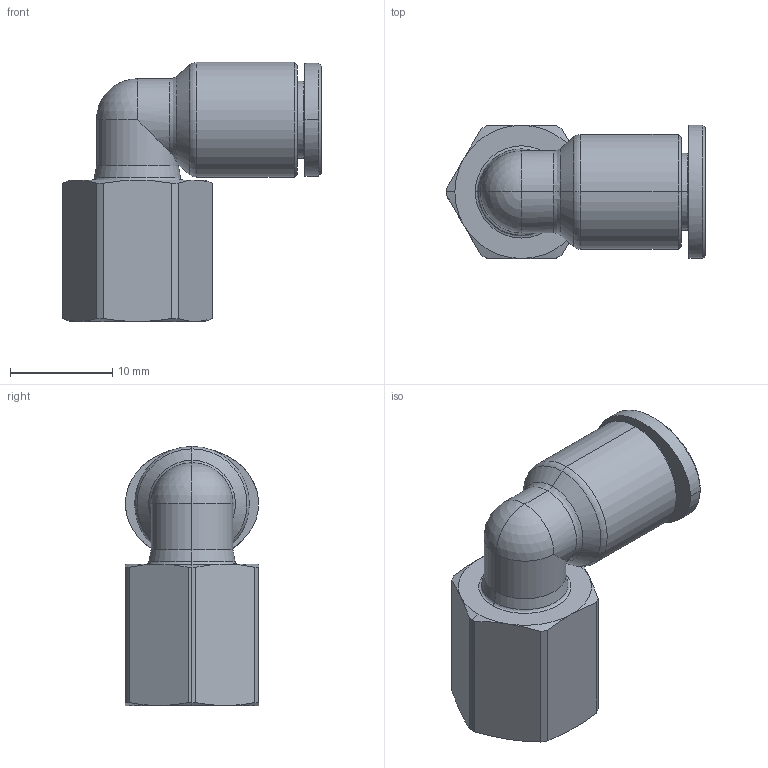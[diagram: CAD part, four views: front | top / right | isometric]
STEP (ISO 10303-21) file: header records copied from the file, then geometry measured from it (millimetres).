
FILE_DESCRIPTION((''),'2;1');
FILE_NAME('GPLF 0601(3D).stp','2012-12-21T10:08:33',(''),(''),'Mechanical Desktop.R8.0.24.0','Mechanical Desktop.R8.0.24.0',', , ');
FILE_SCHEMA(('CONFIG_CONTROL_DESIGN'));
Length unit declared in the file: millimetre
Products named in the file (2): GPLF 0601(3D); ºÎÇ°1
Assembly tree (1 placements, depth 2):
  GPLF 0601(3D)
    ºÎÇ°1
Bounding box: 25.25 x 13 x 25.3 mm (x, y, z)
Volume: 2860.6 mm3; surface area: 2312.3 mm2
Topology: 1 solids, 1 shells, 272 faces, 730 edges, 473 vertices
Faces by surface type: plane 177, bspline 34, cylinder 29, cone 28, sphere 2, torus 2
Entity records: 9487 total; most frequent: CARTESIAN_POINT 2675, ORIENTED_EDGE 1456, DIRECTION 1324, EDGE_CURVE 728, VECTOR 540, LINE 540, VERTEX_POINT 473, AXIS2_PLACEMENT_3D 392
